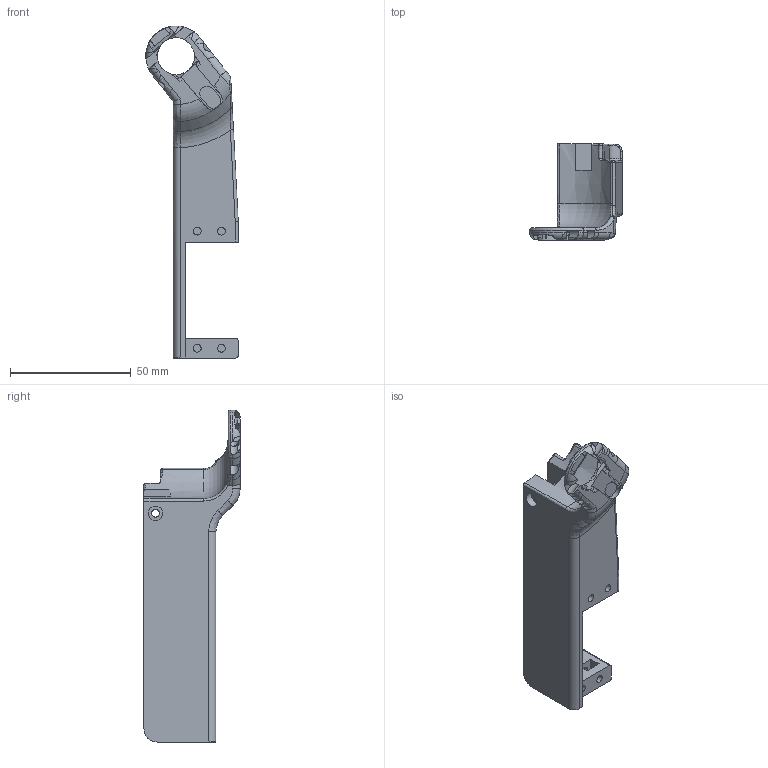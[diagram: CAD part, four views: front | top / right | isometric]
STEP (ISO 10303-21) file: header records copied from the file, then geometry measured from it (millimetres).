
FILE_DESCRIPTION( ( '' ), ' ' );
FILE_NAME( '5eec946c6dec3e135d456e3f.step', '2020-06-19T10:33:17', ( '' ), ( '' ), ' ', ' ', ' ' );
FILE_SCHEMA( ( 'AUTOMOTIVE_DESIGN { 1 0 10303 214 1 1 1 1 }' ) );
Length unit declared in the file: metre
Products named in the file (1): Left_Upper_Arm
Bounding box: 38.25 x 39.8 x 137.41 mm (x, y, z)
Volume: 52767.6 mm3; surface area: 15977 mm2
Topology: 1 solids, 1 shells, 225 faces, 633 edges, 411 vertices
Faces by surface type: plane 109, cylinder 61, bspline 30, torus 12, extrusion 9, cone 2, sphere 2
Full cylindrical faces by diameter (mm): 3.2 x11, 6 x1
Entity records: 12109 total; most frequent: CARTESIAN_POINT 4858, ORIENTED_EDGE 1230, DIRECTION 967, EDGE_CURVE 615, VERTEX_POINT 407, AXIS2_PLACEMENT_3D 344, VECTOR 279, LINE 270
